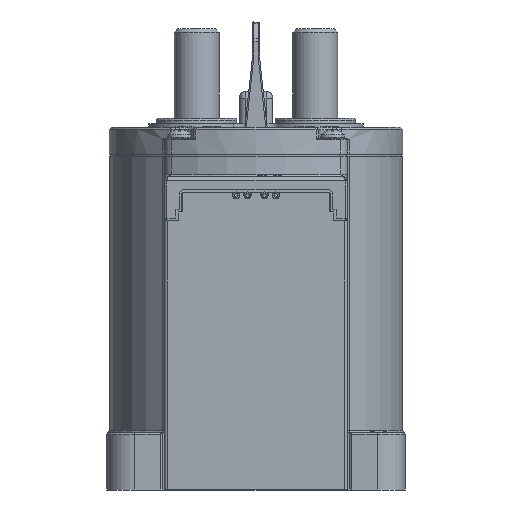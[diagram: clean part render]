
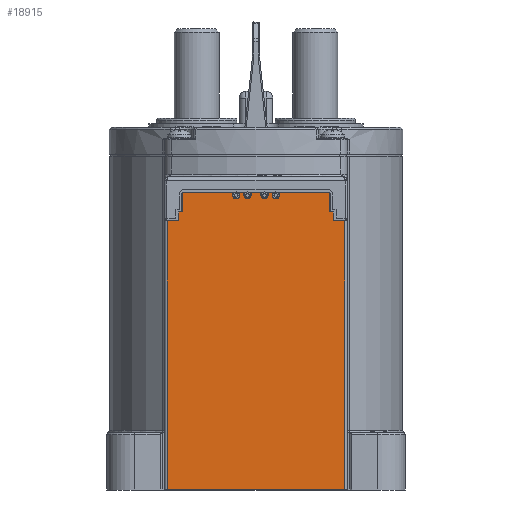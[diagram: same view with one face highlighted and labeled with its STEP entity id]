
A CAD part, front view. The second image highlights one B-rep face of the part: STEP entity #18915.
In plain terms, the highlighted face is planar.
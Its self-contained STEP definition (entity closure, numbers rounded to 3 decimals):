
#15890=DIRECTION('',(1.,0.,0.));
#15891=VECTOR('',#15890,0.8);
#15892=CARTESIAN_POINT('',(16.5,28.,0.));
#15893=LINE('',#15892,#15891);
#15984=DIRECTION('',(0.,-1.,0.));
#15985=VECTOR('',#15984,2.);
#15986=CARTESIAN_POINT('',(17.3,28.,0.));
#15987=LINE('',#15986,#15985);
#15988=CARTESIAN_POINT('',(1.9,31.7,0.));
#15989=DIRECTION('',(0.,0.,-1.));
#15990=DIRECTION('',(1.,0.,0.));
#15991=AXIS2_PLACEMENT_3D('',#15988,#15989,#15990);
#15993=CARTESIAN_POINT('',(-1.9,31.7,0.));
#15994=DIRECTION('',(0.,0.,-1.));
#15995=DIRECTION('',(1.,0.,0.));
#15996=AXIS2_PLACEMENT_3D('',#15993,#15994,#15995);
#15998=DIRECTION('',(0.,1.,0.));
#15999=VECTOR('',#15998,0.7);
#16000=CARTESIAN_POINT('',(-2.7,31.7,0.));
#16001=LINE('',#16000,#15999);
#16002=CARTESIAN_POINT('',(-4.4,31.7,0.));
#16003=DIRECTION('',(0.,0.,-1.));
#16004=DIRECTION('',(1.,0.,0.));
#16005=AXIS2_PLACEMENT_3D('',#16002,#16003,#16004);
#16007=DIRECTION('',(0.,1.,0.));
#16008=VECTOR('',#16007,0.7);
#16009=CARTESIAN_POINT('',(-5.2,31.7,0.));
#16010=LINE('',#16009,#16008);
#16011=CARTESIAN_POINT('',(-16.,31.9,0.));
#16012=DIRECTION('',(0.,0.,1.));
#16013=DIRECTION('',(0.,1.,0.));
#16014=AXIS2_PLACEMENT_3D('',#16011,#16012,#16013);
#16016=DIRECTION('',(-1.,0.,0.));
#16017=VECTOR('',#16016,0.8);
#16018=CARTESIAN_POINT('',(-16.5,28.,0.));
#16019=LINE('',#16018,#16017);
#16020=DIRECTION('',(0.,-1.,0.));
#16021=VECTOR('',#16020,2.);
#16022=CARTESIAN_POINT('',(-17.3,28.,0.));
#16023=LINE('',#16022,#16021);
#16024=DIRECTION('',(-1.,0.,0.));
#16025=VECTOR('',#16024,2.55);
#16026=CARTESIAN_POINT('',(-17.3,26.,0.));
#16027=LINE('',#16026,#16025);
#16028=DIRECTION('',(1.,0.,0.));
#16029=VECTOR('',#16028,39.7);
#16030=CARTESIAN_POINT('',(-19.85,-34.,0.));
#16031=LINE('',#16030,#16029);
#16032=DIRECTION('',(-1.,0.,0.));
#16033=VECTOR('',#16032,2.55);
#16034=CARTESIAN_POINT('',(19.85,26.,0.));
#16035=LINE('',#16034,#16033);
#16036=DIRECTION('',(0.,1.,0.));
#16037=VECTOR('',#16036,3.9);
#16038=CARTESIAN_POINT('',(16.5,28.,0.));
#16039=LINE('',#16038,#16037);
#16040=CARTESIAN_POINT('',(16.,31.9,0.));
#16041=DIRECTION('',(0.,0.,1.));
#16042=DIRECTION('',(1.,0.,0.));
#16043=AXIS2_PLACEMENT_3D('',#16040,#16041,#16042);
#16045=CARTESIAN_POINT('',(4.4,31.7,0.));
#16046=DIRECTION('',(0.,0.,-1.));
#16047=DIRECTION('',(1.,0.,0.));
#16048=AXIS2_PLACEMENT_3D('',#16045,#16046,#16047);
#16066=DIRECTION('',(0.,1.,0.));
#16067=VECTOR('',#16066,0.7);
#16068=CARTESIAN_POINT('',(2.7,31.7,0.));
#16069=LINE('',#16068,#16067);
#16078=DIRECTION('',(1.,0.,0.));
#16079=VECTOR('',#16078,0.9);
#16080=CARTESIAN_POINT('',(2.7,32.4,0.));
#16081=LINE('',#16080,#16079);
#16082=DIRECTION('',(0.,-1.,0.));
#16083=VECTOR('',#16082,0.7);
#16084=CARTESIAN_POINT('',(3.6,32.4,0.));
#16085=LINE('',#16084,#16083);
#16106=DIRECTION('',(0.,1.,0.));
#16107=VECTOR('',#16106,0.7);
#16108=CARTESIAN_POINT('',(5.2,31.7,0.));
#16109=LINE('',#16108,#16107);
#16122=DIRECTION('',(1.,0.,0.));
#16123=VECTOR('',#16122,10.8);
#16124=CARTESIAN_POINT('',(5.2,32.4,0.));
#16125=LINE('',#16124,#16123);
#16328=DIRECTION('',(0.,1.,0.));
#16329=VECTOR('',#16328,3.9);
#16330=CARTESIAN_POINT('',(-16.5,28.,0.));
#16331=LINE('',#16330,#16329);
#16357=DIRECTION('',(1.,0.,0.));
#16358=VECTOR('',#16357,10.8);
#16359=CARTESIAN_POINT('',(-16.,32.4,0.));
#16360=LINE('',#16359,#16358);
#16397=DIRECTION('',(0.,1.,0.));
#16398=VECTOR('',#16397,0.7);
#16399=CARTESIAN_POINT('',(-3.6,31.7,0.));
#16400=LINE('',#16399,#16398);
#16409=DIRECTION('',(1.,0.,0.));
#16410=VECTOR('',#16409,0.9);
#16411=CARTESIAN_POINT('',(-3.6,32.4,0.));
#16412=LINE('',#16411,#16410);
#16433=DIRECTION('',(0.,1.,0.));
#16434=VECTOR('',#16433,0.7);
#16435=CARTESIAN_POINT('',(-1.1,31.7,0.));
#16436=LINE('',#16435,#16434);
#16445=DIRECTION('',(1.,0.,0.));
#16446=VECTOR('',#16445,2.2);
#16447=CARTESIAN_POINT('',(-1.1,32.4,0.));
#16448=LINE('',#16447,#16446);
#16449=DIRECTION('',(0.,-1.,0.));
#16450=VECTOR('',#16449,0.7);
#16451=CARTESIAN_POINT('',(1.1,32.4,0.));
#16452=LINE('',#16451,#16450);
#17093=DIRECTION('',(0.,-1.,0.));
#17094=VECTOR('',#17093,60.);
#17095=CARTESIAN_POINT('',(19.85,26.,0.));
#17096=LINE('',#17095,#17094);
#17119=DIRECTION('',(0.,1.,0.));
#17120=VECTOR('',#17119,60.);
#17121=CARTESIAN_POINT('',(-19.85,-34.,0.));
#17122=LINE('',#17121,#17120);
#17805=CARTESIAN_POINT('',(-17.3,28.,0.));
#17806=VERTEX_POINT('',#17805);
#17807=CARTESIAN_POINT('',(-16.5,28.,0.));
#17808=VERTEX_POINT('',#17807);
#17829=CARTESIAN_POINT('',(16.5,28.,0.));
#17830=VERTEX_POINT('',#17829);
#17831=CARTESIAN_POINT('',(17.3,28.,0.));
#17832=VERTEX_POINT('',#17831);
#17875=CARTESIAN_POINT('',(17.3,26.,0.));
#17876=VERTEX_POINT('',#17875);
#17877=CARTESIAN_POINT('',(19.85,26.,0.));
#17878=VERTEX_POINT('',#17877);
#17883=CARTESIAN_POINT('',(2.7,31.7,0.));
#17884=CARTESIAN_POINT('',(1.1,31.7,0.));
#17885=VERTEX_POINT('',#17883);
#17886=VERTEX_POINT('',#17884);
#17887=CARTESIAN_POINT('',(1.1,32.4,0.));
#17888=VERTEX_POINT('',#17887);
#17889=CARTESIAN_POINT('',(-1.1,32.4,0.));
#17890=VERTEX_POINT('',#17889);
#17891=CARTESIAN_POINT('',(-1.1,31.7,0.));
#17892=VERTEX_POINT('',#17891);
#17893=CARTESIAN_POINT('',(-2.7,31.7,0.));
#17894=VERTEX_POINT('',#17893);
#17895=CARTESIAN_POINT('',(-2.7,32.4,0.));
#17896=VERTEX_POINT('',#17895);
#17897=CARTESIAN_POINT('',(-3.6,32.4,0.));
#17898=VERTEX_POINT('',#17897);
#17899=CARTESIAN_POINT('',(-3.6,31.7,0.));
#17900=VERTEX_POINT('',#17899);
#17901=CARTESIAN_POINT('',(-5.2,31.7,0.));
#17902=VERTEX_POINT('',#17901);
#17903=CARTESIAN_POINT('',(-5.2,32.4,0.));
#17904=VERTEX_POINT('',#17903);
#17905=CARTESIAN_POINT('',(-16.,32.4,0.));
#17906=VERTEX_POINT('',#17905);
#17907=CARTESIAN_POINT('',(-16.5,31.9,0.));
#17908=VERTEX_POINT('',#17907);
#17909=CARTESIAN_POINT('',(-17.3,26.,0.));
#17910=VERTEX_POINT('',#17909);
#17911=CARTESIAN_POINT('',(-19.85,26.,0.));
#17912=VERTEX_POINT('',#17911);
#17913=CARTESIAN_POINT('',(-19.85,-34.,0.));
#17914=VERTEX_POINT('',#17913);
#17915=CARTESIAN_POINT('',(19.85,-34.,0.));
#17916=VERTEX_POINT('',#17915);
#17917=CARTESIAN_POINT('',(16.5,31.9,0.));
#17918=VERTEX_POINT('',#17917);
#17919=CARTESIAN_POINT('',(16.,32.4,0.));
#17920=VERTEX_POINT('',#17919);
#17921=CARTESIAN_POINT('',(5.2,32.4,0.));
#17922=VERTEX_POINT('',#17921);
#17923=CARTESIAN_POINT('',(5.2,31.7,0.));
#17924=VERTEX_POINT('',#17923);
#17925=CARTESIAN_POINT('',(3.6,31.7,0.));
#17926=VERTEX_POINT('',#17925);
#17927=CARTESIAN_POINT('',(3.6,32.4,0.));
#17928=VERTEX_POINT('',#17927);
#17929=CARTESIAN_POINT('',(2.7,32.4,0.));
#17930=VERTEX_POINT('',#17929);
#18852=CARTESIAN_POINT('',(0.,0.,0.));
#18853=DIRECTION('',(0.,0.,1.));
#18854=DIRECTION('',(1.,0.,0.));
#18855=AXIS2_PLACEMENT_3D('',#18852,#18853,#18854);
#18856=PLANE('',#18855);
#18858=ORIENTED_EDGE('',*,*,#18857,.T.);
#18860=ORIENTED_EDGE('',*,*,#18859,.F.);
#18862=ORIENTED_EDGE('',*,*,#18861,.F.);
#18864=ORIENTED_EDGE('',*,*,#18863,.F.);
#18866=ORIENTED_EDGE('',*,*,#18865,.T.);
#18868=ORIENTED_EDGE('',*,*,#18867,.T.);
#18870=ORIENTED_EDGE('',*,*,#18869,.F.);
#18872=ORIENTED_EDGE('',*,*,#18871,.F.);
#18874=ORIENTED_EDGE('',*,*,#18873,.T.);
#18876=ORIENTED_EDGE('',*,*,#18875,.T.);
#18878=ORIENTED_EDGE('',*,*,#18877,.F.);
#18880=ORIENTED_EDGE('',*,*,#18879,.T.);
#18882=ORIENTED_EDGE('',*,*,#18881,.F.);
#18883=ORIENTED_EDGE('',*,*,#18664,.T.);
#18885=ORIENTED_EDGE('',*,*,#18884,.T.);
#18887=ORIENTED_EDGE('',*,*,#18886,.T.);
#18889=ORIENTED_EDGE('',*,*,#18888,.F.);
#18891=ORIENTED_EDGE('',*,*,#18890,.T.);
#18893=ORIENTED_EDGE('',*,*,#18892,.F.);
#18894=ORIENTED_EDGE('',*,*,#18828,.T.);
#18895=ORIENTED_EDGE('',*,*,#18847,.F.);
#18896=ORIENTED_EDGE('',*,*,#18688,.F.);
#18898=ORIENTED_EDGE('',*,*,#18897,.T.);
#18900=ORIENTED_EDGE('',*,*,#18899,.T.);
#18902=ORIENTED_EDGE('',*,*,#18901,.F.);
#18904=ORIENTED_EDGE('',*,*,#18903,.F.);
#18906=ORIENTED_EDGE('',*,*,#18905,.T.);
#18908=ORIENTED_EDGE('',*,*,#18907,.F.);
#18910=ORIENTED_EDGE('',*,*,#18909,.F.);
#18912=ORIENTED_EDGE('',*,*,#18911,.F.);
#18913=EDGE_LOOP('',(#18858,#18860,#18862,#18864,#18866,#18868,#18870,#18872,
#18874,#18876,#18878,#18880,#18882,#18883,#18885,#18887,#18889,#18891,#18893,
#18894,#18895,#18896,#18898,#18900,#18902,#18904,#18906,#18908,#18910,#18912));
#18914=FACE_OUTER_BOUND('',#18913,.F.);
#18915=ADVANCED_FACE('',(#18914),#18856,.F.);
#15992=CIRCLE('',#15991,0.8);
#15997=CIRCLE('',#15996,0.8);
#16006=CIRCLE('',#16005,0.8);
#16015=CIRCLE('',#16014,0.5);
#16044=CIRCLE('',#16043,0.5);
#16049=CIRCLE('',#16048,0.8);
#18664=EDGE_CURVE('',#17808,#17806,#16019,.T.);
#18688=EDGE_CURVE('',#17830,#17832,#15893,.T.);
#18828=EDGE_CURVE('',#17878,#17876,#16035,.T.);
#18847=EDGE_CURVE('',#17832,#17876,#15987,.T.);
#18857=EDGE_CURVE('',#17885,#17886,#15992,.T.);
#18859=EDGE_CURVE('',#17888,#17886,#16452,.T.);
#18861=EDGE_CURVE('',#17890,#17888,#16448,.T.);
#18863=EDGE_CURVE('',#17892,#17890,#16436,.T.);
#18865=EDGE_CURVE('',#17892,#17894,#15997,.T.);
#18867=EDGE_CURVE('',#17894,#17896,#16001,.T.);
#18869=EDGE_CURVE('',#17898,#17896,#16412,.T.);
#18871=EDGE_CURVE('',#17900,#17898,#16400,.T.);
#18873=EDGE_CURVE('',#17900,#17902,#16006,.T.);
#18875=EDGE_CURVE('',#17902,#17904,#16010,.T.);
#18877=EDGE_CURVE('',#17906,#17904,#16360,.T.);
#18879=EDGE_CURVE('',#17906,#17908,#16015,.T.);
#18881=EDGE_CURVE('',#17808,#17908,#16331,.T.);
#18884=EDGE_CURVE('',#17806,#17910,#16023,.T.);
#18886=EDGE_CURVE('',#17910,#17912,#16027,.T.);
#18888=EDGE_CURVE('',#17914,#17912,#17122,.T.);
#18890=EDGE_CURVE('',#17914,#17916,#16031,.T.);
#18892=EDGE_CURVE('',#17878,#17916,#17096,.T.);
#18897=EDGE_CURVE('',#17830,#17918,#16039,.T.);
#18899=EDGE_CURVE('',#17918,#17920,#16044,.T.);
#18901=EDGE_CURVE('',#17922,#17920,#16125,.T.);
#18903=EDGE_CURVE('',#17924,#17922,#16109,.T.);
#18905=EDGE_CURVE('',#17924,#17926,#16049,.T.);
#18907=EDGE_CURVE('',#17928,#17926,#16085,.T.);
#18909=EDGE_CURVE('',#17930,#17928,#16081,.T.);
#18911=EDGE_CURVE('',#17885,#17930,#16069,.T.);
